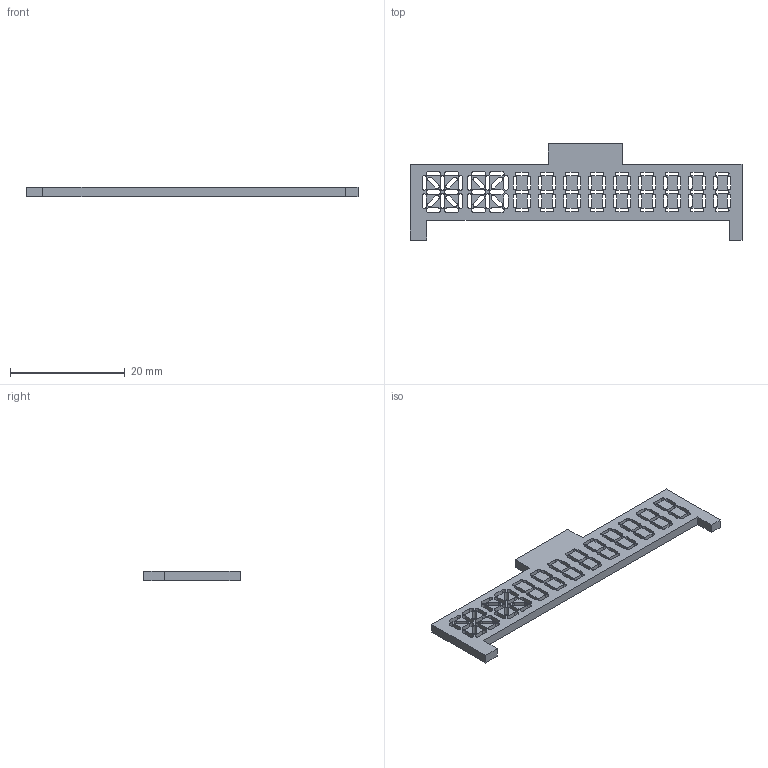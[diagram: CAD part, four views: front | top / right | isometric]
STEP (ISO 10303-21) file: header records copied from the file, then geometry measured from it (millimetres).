
FILE_DESCRIPTION(('KiCad electronic assembly'),'2;1');
FILE_NAME('ufc_v4_scratchpad_layer3.step','2021-05-15T21:27:57',( 'An Author'),('A Company'),'Open CASCADE STEP processor 6.9', 'KiCad to STEP converter','Unknown');
FILE_SCHEMA(('AUTOMOTIVE_DESIGN { 1 0 10303 214 1 1 1 1 }'));
Length unit declared in the file: millimetre
Products named in the file (2): Open CASCADE STEP translator 6.9 1; COMPOUND
Assembly tree (1 placements, depth 2):
  Open CASCADE STEP translator 6.9 1
    COMPOUND
Bounding box: 57.95 x 16.8 x 1.6 mm (x, y, z)
Volume: 780.6 mm3; surface area: 2083.5 mm2
Topology: 1 solids, 1 shells, 395 faces, 1179 edges, 786 vertices
Faces by surface type: plane 205, cylinder 190
Entity records: 29127 total; most frequent: CARTESIAN_POINT 4720, DIRECTION 4711, LINE 2777, VECTOR 2777, ORIENTED_EDGE 2358, PCURVE 2358, DEFINITIONAL_REPRESENTATION 2358, EDGE_CURVE 1179
